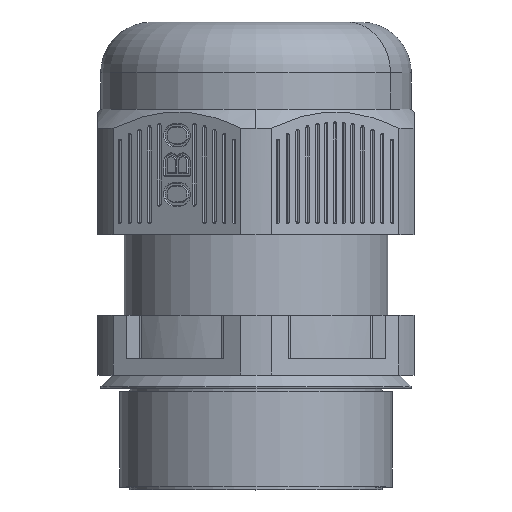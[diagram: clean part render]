
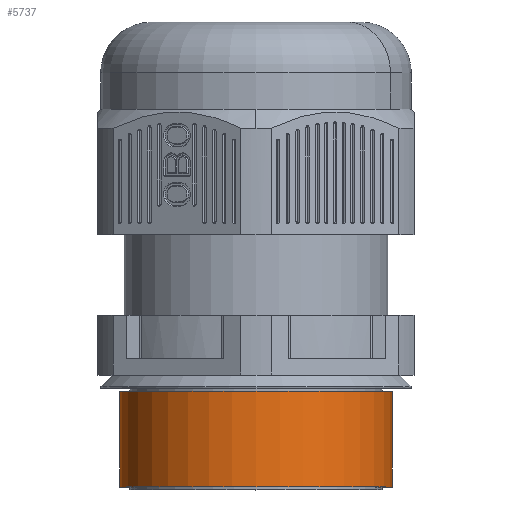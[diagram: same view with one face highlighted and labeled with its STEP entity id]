
A CAD part, top view. The second image highlights one B-rep face of the part: STEP entity #5737.
In plain terms, the highlighted cylindrical face has radius 12.5 mm (diameter 25 mm), a partial arc.
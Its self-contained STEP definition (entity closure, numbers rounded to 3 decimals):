
#126=CARTESIAN_POINT('',(28.402,0.,0.));
#127=DIRECTION('',(1.,0.,0.));
#128=DIRECTION('',(0.,-1.,0.));
#129=AXIS2_PLACEMENT_3D('',#126,#127,#128);
#146=DIRECTION('',(1.,0.,0.));
#147=VECTOR('',#146,8.75);
#148=CARTESIAN_POINT('',(19.652,12.5,0.));
#149=LINE('',#148,#147);
#150=DIRECTION('',(1.,0.,0.));
#151=VECTOR('',#150,8.75);
#152=CARTESIAN_POINT('',(19.652,-12.5,0.));
#153=LINE('',#152,#151);
#154=CARTESIAN_POINT('',(19.652,0.,0.));
#155=DIRECTION('',(-1.,0.,0.));
#156=DIRECTION('',(0.,1.,0.));
#157=AXIS2_PLACEMENT_3D('',#154,#155,#156);
#4210=CARTESIAN_POINT('',(19.652,-12.5,0.));
#4211=CARTESIAN_POINT('',(19.652,12.5,0.));
#4212=VERTEX_POINT('',#4210);
#4213=VERTEX_POINT('',#4211);
#4678=CARTESIAN_POINT('',(28.402,12.5,0.));
#4679=VERTEX_POINT('',#4678);
#4680=CARTESIAN_POINT('',(28.402,-12.5,0.));
#4681=VERTEX_POINT('',#4680);
#5723=CARTESIAN_POINT('',(24.087,0.,0.));
#5724=DIRECTION('',(-1.,0.,0.));
#5725=DIRECTION('',(0.,-1.,0.));
#5726=AXIS2_PLACEMENT_3D('',#5723,#5724,#5725);
#5727=CYLINDRICAL_SURFACE('',#5726,12.5);
#5728=ORIENTED_EDGE('',*,*,#5712,.T.);
#5730=ORIENTED_EDGE('',*,*,#5729,.F.);
#5732=ORIENTED_EDGE('',*,*,#5731,.T.);
#5734=ORIENTED_EDGE('',*,*,#5733,.T.);
#5735=EDGE_LOOP('',(#5728,#5730,#5732,#5734));
#5736=FACE_OUTER_BOUND('',#5735,.F.);
#5737=ADVANCED_FACE('',(#5736),#5727,.T.);
#130=CIRCLE('',#129,12.5);
#158=CIRCLE('',#157,12.5);
#5712=EDGE_CURVE('',#4681,#4679,#130,.T.);
#5729=EDGE_CURVE('',#4213,#4679,#149,.T.);
#5731=EDGE_CURVE('',#4213,#4212,#158,.T.);
#5733=EDGE_CURVE('',#4212,#4681,#153,.T.);
